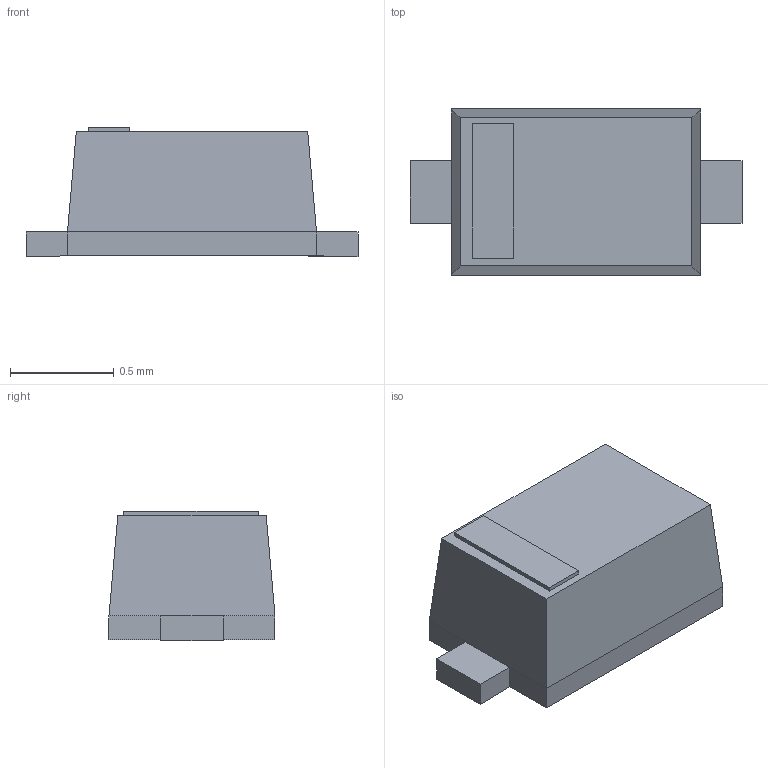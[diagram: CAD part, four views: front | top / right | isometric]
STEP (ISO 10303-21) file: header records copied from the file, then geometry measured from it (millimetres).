
FILE_DESCRIPTION(('FreeCAD Model'),'2;1');
FILE_NAME('SODFL1608X70N.step','2021-11-02T08:37:47',( 'kicad StepUp'),('ksu MCAD'),'Open CASCADE STEP processor 7.3', 'FreeCAD','Unknown');
FILE_SCHEMA(('AUTOMOTIVE_DESIGN { 1 0 10303 214 1 1 1 1 }'));
Length unit declared in the file: millimetre
Products named in the file (1): SODFL1608X70N
Bounding box: 1.6 x 0.8 x 0.62 mm (x, y, z)
Volume: 0.6 mm3; surface area: 6.6 mm2
Topology: 4 solids, 4 shells, 31 faces, 66 edges, 44 vertices
Faces by surface type: plane 31
Entity records: 1035 total; most frequent: CARTESIAN_POINT 152, ORIENTED_EDGE 132, DIRECTION 120, EDGE_CURVE 66, LINE 56, VECTOR 56, VERTEX_POINT 44, AXIS2_PLACEMENT_3D 32
